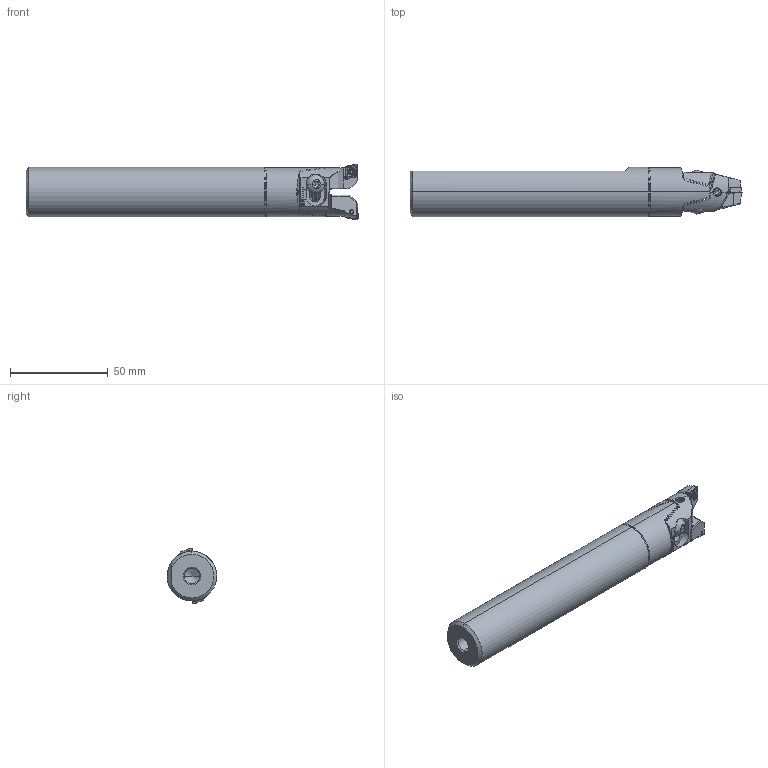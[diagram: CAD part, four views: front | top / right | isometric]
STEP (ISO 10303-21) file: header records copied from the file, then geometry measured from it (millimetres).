
FILE_DESCRIPTION (( 'STEP AP203' ), '1' );
FILE_NAME ('W26.Z25.030.170.STEP', '2024-08-15T14:57:02', ( '' ), ( '' ), 'SwSTEP 2.0', 'SolidWorks 2022', '' );
FILE_SCHEMA (( 'CONFIG_CONTROL_DESIGN' ));
Length unit declared in the file: millimetre
Products named in the file (11): Z25-ER3.001.010_A; W26.Z25.030.170; WCA-ER2.001.006_B; Z25-ER1.003.012_A_gespannt; WCA-ER2.001.006_A; CCMT060204; Z25-ER1.002.012_A; W26-Z25.K21.170_A; Z25-ER1.001.012; ZC2-xxx.001.016_A; Z25-WCA.001.016
Assembly tree (15 placements, depth 3):
  W26.Z25.030.170
    W26-Z25.K21.170_A
    Z25-WCA.001.016
      ZC2-xxx.001.016_A  x2
      WCA-ER2.001.006_A
      Z25-ER3.001.010_A  x2
      CCMT060204  x2
      WCA-ER2.001.006_B  x2
    Z25-ER1.001.012  x2
      Z25-ER1.002.012_A
      Z25-ER1.003.012_A_gespannt
Bounding box: 170 x 25.4 x 28.45 mm (x, y, z)
Volume: 70313 mm3; surface area: 22802.3 mm2
Topology: 14 solids, 14 shells, 950 faces, 2524 edges, 1595 vertices
Faces by surface type: plane 466, cylinder 241, cone 101, bspline 92, torus 28, sphere 22
Entity records: 22896 total; most frequent: CARTESIAN_POINT 8098, ORIENTED_EDGE 3184, DIRECTION 2441, EDGE_CURVE 1592, VERTEX_POINT 1019, AXIS2_PLACEMENT_3D 870, LINE 701, VECTOR 701
